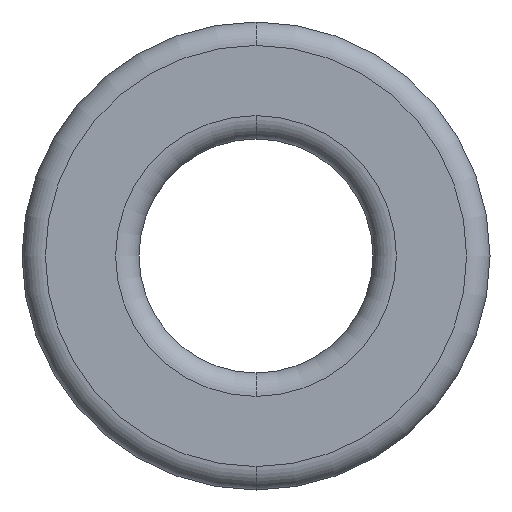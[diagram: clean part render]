
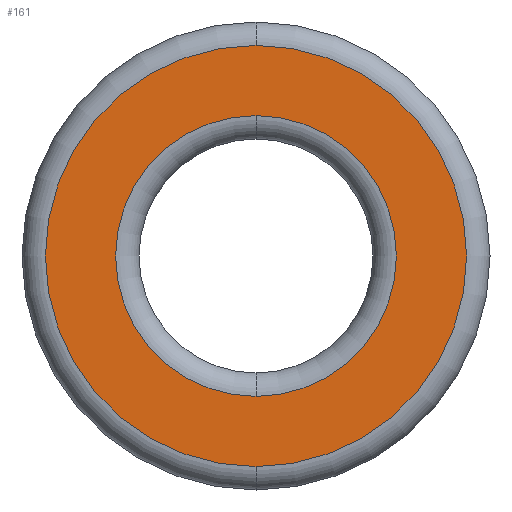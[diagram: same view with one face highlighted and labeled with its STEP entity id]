
A CAD part, front view. The second image highlights one B-rep face of the part: STEP entity #161.
In plain terms, the highlighted planar face has unit normal (0, -1, 0).
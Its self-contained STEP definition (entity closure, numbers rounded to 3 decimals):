
#2 = DIRECTION ( 'NONE',  ( 0., 0., 1. ) ) ;
#24 = VERTEX_POINT ( 'NONE', #405 ) ;
#28 = EDGE_CURVE ( 'NONE', #244, #24, #65, .T. ) ;
#36 = DIRECTION ( 'NONE',  ( 0., 0., 1. ) ) ;
#40 = DIRECTION ( 'NONE',  ( 0., -1., 0. ) ) ;
#51 = CARTESIAN_POINT ( 'NONE',  ( 0., 0., 0. ) ) ;
#65 = CIRCLE ( 'NONE', #93, 3. ) ;
#75 = CARTESIAN_POINT ( 'NONE',  ( 0., 0., 3. ) ) ;
#78 = DIRECTION ( 'NONE',  ( 0., 0., 1. ) ) ;
#83 = ORIENTED_EDGE ( 'NONE', *, *, #347, .T. ) ;
#92 = EDGE_LOOP ( 'NONE', ( #150, #83 ) ) ;
#93 = AXIS2_PLACEMENT_3D ( 'NONE', #406, #337, #129 ) ;
#94 = CARTESIAN_POINT ( 'NONE',  ( 0., 0., 0. ) ) ;
#110 = PLANE ( 'NONE',  #312 ) ;
#129 = DIRECTION ( 'NONE',  ( 0., 0., 1. ) ) ;
#130 = CARTESIAN_POINT ( 'NONE',  ( 0., 0., -4.5 ) ) ;
#146 = VERTEX_POINT ( 'NONE', #130 ) ;
#147 = EDGE_CURVE ( 'NONE', #146, #160, #343, .T. ) ;
#150 = ORIENTED_EDGE ( 'NONE', *, *, #28, .T. ) ;
#153 = DIRECTION ( 'NONE',  ( 0., 0., 1. ) ) ;
#160 = VERTEX_POINT ( 'NONE', #173 ) ;
#161 = ADVANCED_FACE ( 'NONE', ( #171, #390 ), #110, .F. ) ;
#171 = FACE_BOUND ( 'NONE', #92, .T. ) ;
#173 = CARTESIAN_POINT ( 'NONE',  ( 0., 0., 4.5 ) ) ;
#195 = CARTESIAN_POINT ( 'NONE',  ( 0., 0., 0. ) ) ;
#226 = AXIS2_PLACEMENT_3D ( 'NONE', #246, #371, #153 ) ;
#234 = AXIS2_PLACEMENT_3D ( 'NONE', #195, #40, #2 ) ;
#242 = EDGE_LOOP ( 'NONE', ( #401, #275 ) ) ;
#244 = VERTEX_POINT ( 'NONE', #75 ) ;
#245 = CIRCLE ( 'NONE', #373, 4.5 ) ;
#246 = CARTESIAN_POINT ( 'NONE',  ( 0., 0., 0. ) ) ;
#275 = ORIENTED_EDGE ( 'NONE', *, *, #147, .T. ) ;
#306 = EDGE_CURVE ( 'NONE', #160, #146, #245, .T. ) ;
#311 = DIRECTION ( 'NONE',  ( 0., -1., 0. ) ) ;
#312 = AXIS2_PLACEMENT_3D ( 'NONE', #51, #365, #78 ) ;
#317 = CIRCLE ( 'NONE', #226, 3. ) ;
#337 = DIRECTION ( 'NONE',  ( 0., 1., 0. ) ) ;
#343 = CIRCLE ( 'NONE', #234, 4.5 ) ;
#347 = EDGE_CURVE ( 'NONE', #24, #244, #317, .T. ) ;
#365 = DIRECTION ( 'NONE',  ( 0., 1., 0. ) ) ;
#371 = DIRECTION ( 'NONE',  ( 0., 1., 0. ) ) ;
#373 = AXIS2_PLACEMENT_3D ( 'NONE', #94, #311, #36 ) ;
#390 = FACE_OUTER_BOUND ( 'NONE', #242, .T. ) ;
#401 = ORIENTED_EDGE ( 'NONE', *, *, #306, .T. ) ;
#405 = CARTESIAN_POINT ( 'NONE',  ( 0., 0., -3. ) ) ;
#406 = CARTESIAN_POINT ( 'NONE',  ( 0., 0., 0. ) ) ;
